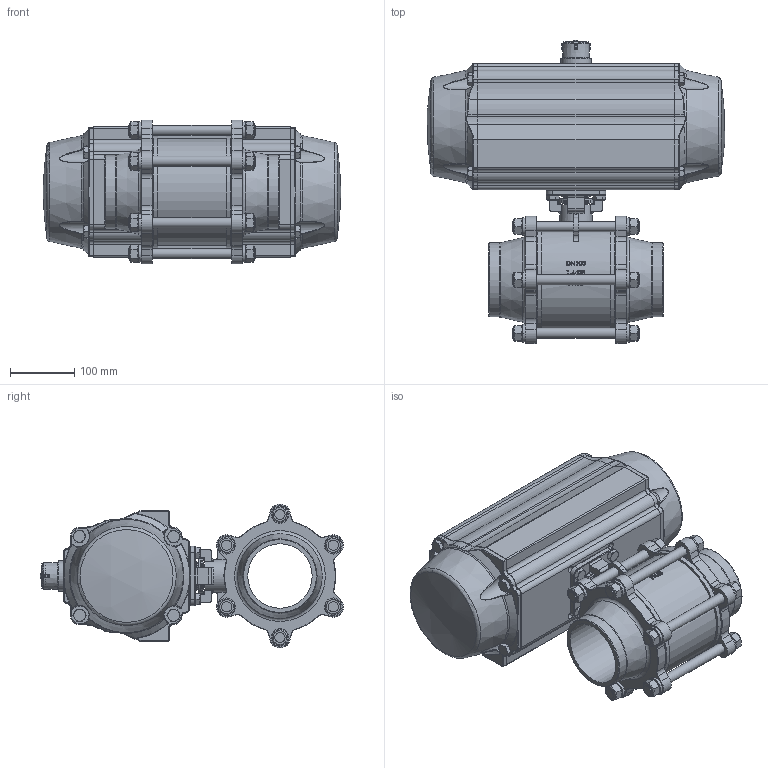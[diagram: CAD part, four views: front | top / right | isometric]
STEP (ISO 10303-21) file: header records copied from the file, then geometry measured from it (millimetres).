
FILE_DESCRIPTION(/* description */ ('Unknown'),/* implementation_level */ '2;1');
FILE_NAME(/* name */ 'FR07 9325-12',/* time_stamp */ '2022-10-25T13:51:01+02:00',/* author */ ('Unknown'),/* organization */ ('Unknown'),/* preprocessor_version */ 'ST-DEVELOPER v16.7',/* originating_system */ 'Solid Edge',/* authorisation */ 'Unknown');
FILE_SCHEMA (('AUTOMOTIVE_DESIGN {1 0 10303 214 3 1 1}'));
Length unit declared in the file: millimetre
Products named in the file (11): FR07 9325-12; 8.122.100; DIN 933 M10x22 A2-70 BLK_EDST; DW08_FR07_(DW682_FR500); ____; ________(___________; _____________; ______; hexagon head bolts--product grade c gb_GB_FASTENER_BOLT_HHBC M12X55-N; cup head nib bolts with large head gb_GB_FASTENER_BOLT_CHNBW M6X25-N; KP-160
Assembly tree (22 placements, depth 4):
  FR07 9325-12
    8.122.100
    DIN 933 M10x22 A2-70 BLK_EDST  x4
    DW08_FR07_(DW682_FR500)
      ____
        ________(___________  x2
        _____________  x2
        ______
      hexagon head bolts--product grade c gb_GB_FASTENER_BOLT_HHBC M12X55-N  x8
      cup head nib bolts with large head gb_GB_FASTENER_BOLT_CHNBW M6X25-N
      KP-160
Bounding box: 461.71 x 470.66 x 223.09 mm (x, y, z)
Volume: 16728045.7 mm3; surface area: 800935 mm2
Topology: 20 solids, 20 shells, 2185 faces, 5261 edges, 3168 vertices
Faces by surface type: plane 768, cylinder 555, bspline 412, torus 229, cone 208, sphere 13
Full cylindrical faces by diameter (mm): 3 x16, 3.3 x8, 4.2 x12, 4.66 x1, 5 x1, 6 x1, 6.2 x1, 8.5 x4, 10 x4, 10.2 x12, 10.506 x4, 11.8 x2, 12 x8, 15.72 x18, 17 x4, 17.2 x2, 17.5 x12, 36.5 x1, 38.5 x1, 39 x1, 40 x1, 47.8 x1, 51 x1, 57.16 x2, 64 x1, 100 x1, 115 x2, 166 x1, 173 x2
Entity records: 99547 total; most frequent: CARTESIAN_POINT 52415, ORIENTED_EDGE 8394, DIRECTION 7657, EDGE_CURVE 4197, AXIS2_PLACEMENT_3D 2988, VERTEX_POINT 2678, FACE_BOUND 2225, EDGE_LOOP 2198
